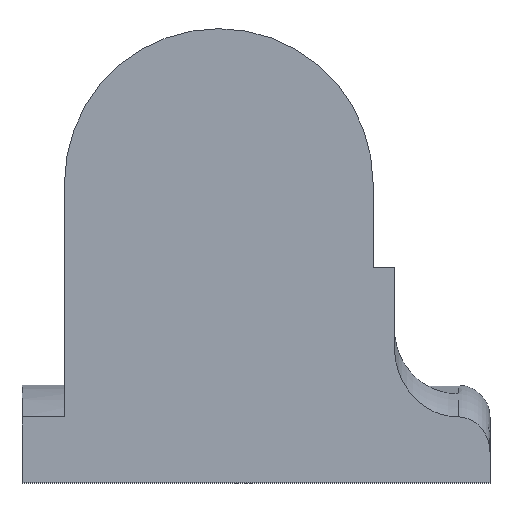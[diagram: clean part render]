
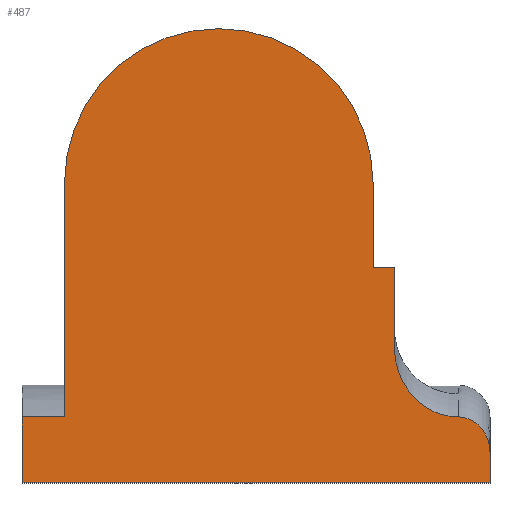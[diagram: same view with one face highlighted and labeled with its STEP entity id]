
A CAD part, top view. The second image highlights one B-rep face of the part: STEP entity #487.
In plain terms, the highlighted planar face has unit normal (0, 0, 1).
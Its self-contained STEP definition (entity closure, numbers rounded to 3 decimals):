
#22=B_SPLINE_CURVE_WITH_KNOTS('',3,(#782,#783,#784,#785,#786,#787,#788,
#789,#790,#791),.UNSPECIFIED.,.F.,.F.,(4,2,2,2,4),(0.459,0.581,
0.701,0.815,0.923),.UNSPECIFIED.);
#23=B_SPLINE_CURVE_WITH_KNOTS('',3,(#801,#802,#803,#804,#805,#806,#807,
#808,#809,#810),.UNSPECIFIED.,.F.,.F.,(4,2,2,2,4),(0.,0.054,
0.11,0.171,0.237),.UNSPECIFIED.);
#39=CIRCLE('',#545,7.25);
#55=FACE_OUTER_BOUND('',#81,.T.);
#81=EDGE_LOOP('',(#343,#344,#345,#346,#347,#348,#349,#350,#351,#352,#353));
#110=LINE('',#761,#154);
#114=LINE('',#798,#158);
#115=LINE('',#825,#159);
#116=LINE('',#827,#160);
#117=LINE('',#830,#161);
#118=LINE('',#832,#162);
#119=LINE('',#834,#163);
#120=LINE('',#835,#164);
#154=VECTOR('',#606,10.);
#158=VECTOR('',#622,10.);
#159=VECTOR('',#629,10.);
#160=VECTOR('',#630,10.);
#161=VECTOR('',#633,10.);
#162=VECTOR('',#634,10.);
#163=VECTOR('',#635,10.);
#164=VECTOR('',#636,10.);
#201=VERTEX_POINT('',#758);
#202=VERTEX_POINT('',#760);
#206=VERTEX_POINT('',#779);
#207=VERTEX_POINT('',#781);
#209=VERTEX_POINT('',#796);
#210=VERTEX_POINT('',#800);
#212=VERTEX_POINT('',#824);
#213=VERTEX_POINT('',#826);
#214=VERTEX_POINT('',#828);
#215=VERTEX_POINT('',#831);
#216=VERTEX_POINT('',#833);
#250=EDGE_CURVE('',#201,#202,#110,.T.);
#256=EDGE_CURVE('',#206,#207,#22,.T.);
#260=EDGE_CURVE('',#206,#209,#114,.T.);
#261=EDGE_CURVE('',#207,#210,#23,.T.);
#264=EDGE_CURVE('',#209,#212,#115,.T.);
#265=EDGE_CURVE('',#212,#213,#116,.T.);
#266=EDGE_CURVE('',#213,#214,#39,.T.);
#267=EDGE_CURVE('',#214,#202,#117,.T.);
#268=EDGE_CURVE('',#201,#215,#118,.T.);
#269=EDGE_CURVE('',#215,#216,#119,.T.);
#270=EDGE_CURVE('',#210,#216,#120,.T.);
#343=ORIENTED_EDGE('',*,*,#261,.F.);
#344=ORIENTED_EDGE('',*,*,#256,.F.);
#345=ORIENTED_EDGE('',*,*,#260,.T.);
#346=ORIENTED_EDGE('',*,*,#264,.T.);
#347=ORIENTED_EDGE('',*,*,#265,.T.);
#348=ORIENTED_EDGE('',*,*,#266,.T.);
#349=ORIENTED_EDGE('',*,*,#267,.T.);
#350=ORIENTED_EDGE('',*,*,#250,.F.);
#351=ORIENTED_EDGE('',*,*,#268,.T.);
#352=ORIENTED_EDGE('',*,*,#269,.T.);
#353=ORIENTED_EDGE('',*,*,#270,.F.);
#437=PLANE('',#544);
#487=ADVANCED_FACE('',(#55),#437,.T.);
#544=AXIS2_PLACEMENT_3D('',#823,#627,#628);
#545=AXIS2_PLACEMENT_3D('',#829,#631,#632);
#606=DIRECTION('',(1.,0.,0.));
#622=DIRECTION('',(0.,1.,0.));
#627=DIRECTION('center_axis',(0.,0.,1.));
#628=DIRECTION('ref_axis',(0.,-1.,0.));
#629=DIRECTION('',(-1.,0.,0.));
#630=DIRECTION('',(0.,1.,0.));
#631=DIRECTION('center_axis',(0.,0.,1.));
#632=DIRECTION('ref_axis',(1.,0.,0.));
#633=DIRECTION('',(0.,-1.,0.));
#634=DIRECTION('',(0.,-1.,0.));
#635=DIRECTION('',(1.,0.,0.));
#636=DIRECTION('',(0.,-1.,0.));
#758=CARTESIAN_POINT('',(0.,1.5,6.5));
#760=CARTESIAN_POINT('',(2.,1.5,6.5));
#761=CARTESIAN_POINT('',(0.,1.5,6.5));
#779=CARTESIAN_POINT('',(17.5,4.773,6.5));
#781=CARTESIAN_POINT('',(20.5,1.5,6.5));
#782=CARTESIAN_POINT('Ctrl Pts',(17.5,4.773,6.5));
#783=CARTESIAN_POINT('Ctrl Pts',(17.5,4.364,6.5));
#784=CARTESIAN_POINT('Ctrl Pts',(17.591,3.881,6.5));
#785=CARTESIAN_POINT('Ctrl Pts',(17.888,3.129,6.5));
#786=CARTESIAN_POINT('Ctrl Pts',(18.141,2.722,6.5));
#787=CARTESIAN_POINT('Ctrl Pts',(18.675,2.155,6.5));
#788=CARTESIAN_POINT('Ctrl Pts',(19.044,1.889,6.5));
#789=CARTESIAN_POINT('Ctrl Pts',(19.72,1.591,6.5));
#790=CARTESIAN_POINT('Ctrl Pts',(20.141,1.5,6.5));
#791=CARTESIAN_POINT('Ctrl Pts',(20.5,1.5,6.5));
#796=CARTESIAN_POINT('',(17.5,8.5,6.5));
#798=CARTESIAN_POINT('',(17.5,1.5,6.5));
#800=CARTESIAN_POINT('',(22.,-0.192,6.5));
#801=CARTESIAN_POINT('Ctrl Pts',(20.5,1.5,6.5));
#802=CARTESIAN_POINT('Ctrl Pts',(20.678,1.5,6.5));
#803=CARTESIAN_POINT('Ctrl Pts',(20.888,1.455,6.5));
#804=CARTESIAN_POINT('Ctrl Pts',(21.223,1.307,6.5));
#805=CARTESIAN_POINT('Ctrl Pts',(21.407,1.175,6.5));
#806=CARTESIAN_POINT('Ctrl Pts',(21.674,0.889,6.5));
#807=CARTESIAN_POINT('Ctrl Pts',(21.801,0.681,6.5));
#808=CARTESIAN_POINT('Ctrl Pts',(21.954,0.287,6.5));
#809=CARTESIAN_POINT('Ctrl Pts',(22.,0.028,6.5));
#810=CARTESIAN_POINT('Ctrl Pts',(22.,-0.192,6.5));
#823=CARTESIAN_POINT('Origin',(0.,1.5,6.5));
#824=CARTESIAN_POINT('',(16.5,8.5,6.5));
#825=CARTESIAN_POINT('',(17.5,8.5,6.5));
#826=CARTESIAN_POINT('',(16.5,12.5,6.5));
#827=CARTESIAN_POINT('',(16.5,8.5,6.5));
#828=CARTESIAN_POINT('',(2.,12.5,6.5));
#829=CARTESIAN_POINT('Origin',(9.25,12.5,6.5));
#830=CARTESIAN_POINT('',(2.,12.5,6.5));
#831=CARTESIAN_POINT('',(0.,-1.6,6.5));
#832=CARTESIAN_POINT('',(0.,1.5,6.5));
#833=CARTESIAN_POINT('',(22.,-1.6,6.5));
#834=CARTESIAN_POINT('',(0.,-1.6,6.5));
#835=CARTESIAN_POINT('',(22.,1.5,6.5));
